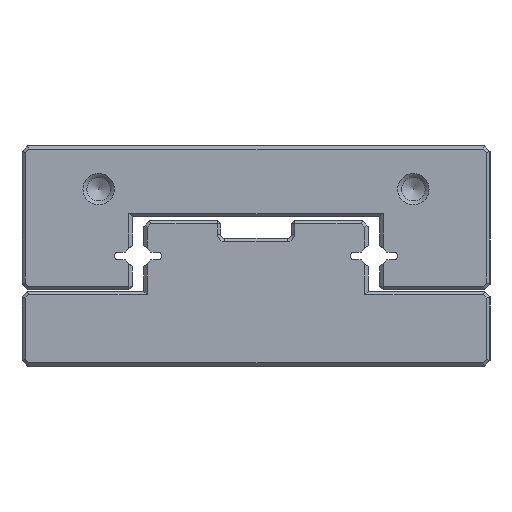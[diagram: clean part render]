
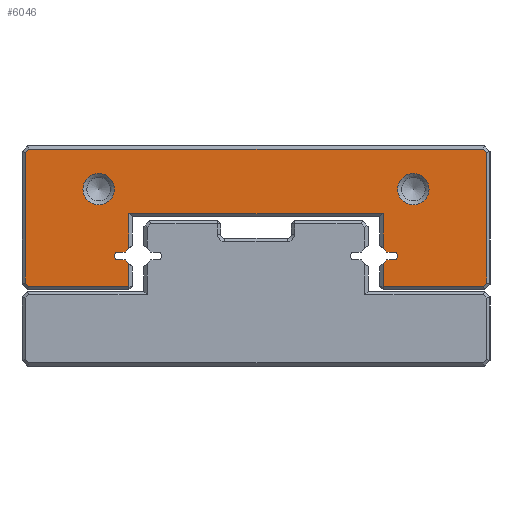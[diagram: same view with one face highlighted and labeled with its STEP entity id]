
A CAD part, left-side view. The second image highlights one B-rep face of the part: STEP entity #6046.
In plain terms, the highlighted planar face has unit normal (-1, 0, 0).
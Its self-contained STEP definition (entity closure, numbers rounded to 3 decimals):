
#5095=FACE_BOUND('',#9306,.T.);
#5096=FACE_BOUND('',#9307,.T.);
#5097=FACE_BOUND('',#9308,.T.);
#5596=CIRCLE('',#25410,0.5);
#5613=CIRCLE('',#25435,0.5);
#5617=CIRCLE('',#25445,2.);
#5618=CIRCLE('',#25446,2.);
#6046=ADVANCED_FACE('',(#5095,#5096,#5097),#7191,.T.);
#7191=PLANE('',#25447);
#9306=EDGE_LOOP('',(#12137,#12138,#12139,#12140,#12141,#12142,#12143,#12144,
#12145,#12146,#12147,#12148,#12149,#12150,#12151,#12152,#12153,#12154,#12155,
#12156,#12157,#12158,#12159,#12160));
#9307=EDGE_LOOP('',(#12161));
#9308=EDGE_LOOP('',(#12162));
#12137=ORIENTED_EDGE('',*,*,#19019,.F.);
#12138=ORIENTED_EDGE('',*,*,#19058,.T.);
#12139=ORIENTED_EDGE('',*,*,#19059,.T.);
#12140=ORIENTED_EDGE('',*,*,#19060,.T.);
#12141=ORIENTED_EDGE('',*,*,#18990,.F.);
#12142=ORIENTED_EDGE('',*,*,#18984,.F.);
#12143=ORIENTED_EDGE('',*,*,#18981,.F.);
#12144=ORIENTED_EDGE('',*,*,#18978,.F.);
#12145=ORIENTED_EDGE('',*,*,#18976,.F.);
#12146=ORIENTED_EDGE('',*,*,#19061,.T.);
#12147=ORIENTED_EDGE('',*,*,#19062,.T.);
#12148=ORIENTED_EDGE('',*,*,#19063,.T.);
#12149=ORIENTED_EDGE('',*,*,#19064,.T.);
#12150=ORIENTED_EDGE('',*,*,#19065,.T.);
#12151=ORIENTED_EDGE('',*,*,#19066,.T.);
#12152=ORIENTED_EDGE('',*,*,#19067,.T.);
#12153=ORIENTED_EDGE('',*,*,#19068,.T.);
#12154=ORIENTED_EDGE('',*,*,#19069,.T.);
#12155=ORIENTED_EDGE('',*,*,#19070,.T.);
#12156=ORIENTED_EDGE('',*,*,#19071,.T.);
#12157=ORIENTED_EDGE('',*,*,#19033,.F.);
#12158=ORIENTED_EDGE('',*,*,#19027,.F.);
#12159=ORIENTED_EDGE('',*,*,#19024,.F.);
#12160=ORIENTED_EDGE('',*,*,#19021,.F.);
#12161=ORIENTED_EDGE('',*,*,#19072,.T.);
#12162=ORIENTED_EDGE('',*,*,#19073,.T.);
#16878=VERTEX_POINT('',#33888);
#16879=VERTEX_POINT('',#33890);
#16880=VERTEX_POINT('',#33894);
#16882=VERTEX_POINT('',#33900);
#16884=VERTEX_POINT('',#33906);
#16889=VERTEX_POINT('',#33918);
#16913=VERTEX_POINT('',#33974);
#16914=VERTEX_POINT('',#33976);
#16915=VERTEX_POINT('',#33980);
#16917=VERTEX_POINT('',#33986);
#16919=VERTEX_POINT('',#33992);
#16924=VERTEX_POINT('',#34004);
#16945=VERTEX_POINT('',#34054);
#16946=VERTEX_POINT('',#34056);
#16947=VERTEX_POINT('',#34059);
#16948=VERTEX_POINT('',#34061);
#16949=VERTEX_POINT('',#34063);
#16950=VERTEX_POINT('',#34065);
#16951=VERTEX_POINT('',#34067);
#16952=VERTEX_POINT('',#34069);
#16953=VERTEX_POINT('',#34071);
#16954=VERTEX_POINT('',#34073);
#16955=VERTEX_POINT('',#34075);
#16956=VERTEX_POINT('',#34077);
#16957=VERTEX_POINT('',#34080);
#16958=VERTEX_POINT('',#34082);
#18976=EDGE_CURVE('',#16878,#16879,#21451,.T.);
#18978=EDGE_CURVE('',#16879,#16880,#21453,.T.);
#18981=EDGE_CURVE('',#16880,#16882,#5596,.T.);
#18984=EDGE_CURVE('',#16882,#16884,#21457,.T.);
#18990=EDGE_CURVE('',#16884,#16889,#21463,.T.);
#19019=EDGE_CURVE('',#16913,#16914,#21477,.T.);
#19021=EDGE_CURVE('',#16914,#16915,#21479,.T.);
#19024=EDGE_CURVE('',#16915,#16917,#5613,.T.);
#19027=EDGE_CURVE('',#16917,#16919,#21483,.T.);
#19033=EDGE_CURVE('',#16919,#16924,#21489,.T.);
#19058=EDGE_CURVE('',#16913,#16945,#21512,.T.);
#19059=EDGE_CURVE('',#16945,#16946,#21513,.T.);
#19060=EDGE_CURVE('',#16946,#16889,#21514,.T.);
#19061=EDGE_CURVE('',#16878,#16947,#21515,.T.);
#19062=EDGE_CURVE('',#16947,#16948,#21516,.T.);
#19063=EDGE_CURVE('',#16948,#16949,#21517,.T.);
#19064=EDGE_CURVE('',#16949,#16950,#21518,.T.);
#19065=EDGE_CURVE('',#16950,#16951,#21519,.T.);
#19066=EDGE_CURVE('',#16951,#16952,#21520,.T.);
#19067=EDGE_CURVE('',#16952,#16953,#21521,.T.);
#19068=EDGE_CURVE('',#16953,#16954,#21522,.T.);
#19069=EDGE_CURVE('',#16954,#16955,#21523,.T.);
#19070=EDGE_CURVE('',#16955,#16956,#21524,.T.);
#19071=EDGE_CURVE('',#16956,#16924,#21525,.T.);
#19072=EDGE_CURVE('',#16957,#16957,#5617,.T.);
#19073=EDGE_CURVE('',#16958,#16958,#5618,.T.);
#21451=LINE('',#33889,#23581);
#21453=LINE('',#33893,#23583);
#21457=LINE('',#33905,#23587);
#21463=LINE('',#33917,#23593);
#21477=LINE('',#33975,#23607);
#21479=LINE('',#33979,#23609);
#21483=LINE('',#33991,#23613);
#21489=LINE('',#34003,#23619);
#21512=LINE('',#34053,#23642);
#21513=LINE('',#34055,#23643);
#21514=LINE('',#34057,#23644);
#21515=LINE('',#34058,#23645);
#21516=LINE('',#34060,#23646);
#21517=LINE('',#34062,#23647);
#21518=LINE('',#34064,#23648);
#21519=LINE('',#34066,#23649);
#21520=LINE('',#34068,#23650);
#21521=LINE('',#34070,#23651);
#21522=LINE('',#34072,#23652);
#21523=LINE('',#34074,#23653);
#21524=LINE('',#34076,#23654);
#21525=LINE('',#34078,#23655);
#23581=VECTOR('',#27982,1.);
#23583=VECTOR('',#27986,1.);
#23587=VECTOR('',#27998,1.);
#23593=VECTOR('',#28006,1.);
#23607=VECTOR('',#28058,1.);
#23609=VECTOR('',#28062,1.);
#23613=VECTOR('',#28074,1.);
#23619=VECTOR('',#28082,1.);
#23642=VECTOR('',#28117,1.);
#23643=VECTOR('',#28118,1.);
#23644=VECTOR('',#28119,1.);
#23645=VECTOR('',#28120,1.);
#23646=VECTOR('',#28121,1.);
#23647=VECTOR('',#28122,1.);
#23648=VECTOR('',#28123,1.);
#23649=VECTOR('',#28124,1.);
#23650=VECTOR('',#28125,1.);
#23651=VECTOR('',#28126,1.);
#23652=VECTOR('',#28127,1.);
#23653=VECTOR('',#28128,1.);
#23654=VECTOR('',#28129,1.);
#23655=VECTOR('',#28130,1.);
#25410=AXIS2_PLACEMENT_3D('',#33899,#27991,#27992);
#25435=AXIS2_PLACEMENT_3D('',#33985,#28067,#28068);
#25445=AXIS2_PLACEMENT_3D('',#34079,#28131,#28132);
#25446=AXIS2_PLACEMENT_3D('',#34081,#28133,#28134);
#25447=AXIS2_PLACEMENT_3D('',#34083,#28135,#28136);
#27982=DIRECTION('',(0.,-0.707,0.707));
#27986=DIRECTION('',(0.,-1.,0.));
#27991=DIRECTION('',(-1.,0.,0.));
#27992=DIRECTION('',(0.,0.,-1.));
#27998=DIRECTION('',(0.,1.,0.));
#28006=DIRECTION('',(0.,0.707,0.707));
#28058=DIRECTION('',(0.,0.707,-0.707));
#28062=DIRECTION('',(0.,1.,0.));
#28067=DIRECTION('',(-1.,0.,0.));
#28068=DIRECTION('',(0.,0.,1.));
#28074=DIRECTION('',(0.,-1.,0.));
#28082=DIRECTION('',(0.,-0.707,-0.707));
#28117=DIRECTION('',(0.,0.,1.));
#28118=DIRECTION('',(0.,-1.,0.));
#28119=DIRECTION('',(0.,0.,-1.));
#28120=DIRECTION('',(0.,0.,-1.));
#28121=DIRECTION('',(0.,-1.,0.));
#28122=DIRECTION('',(0.,-0.707,0.707));
#28123=DIRECTION('',(0.,0.,1.));
#28124=DIRECTION('',(0.,0.707,0.707));
#28125=DIRECTION('',(0.,1.,0.));
#28126=DIRECTION('',(0.,0.707,-0.707));
#28127=DIRECTION('',(0.,0.,-1.));
#28128=DIRECTION('',(0.,-0.707,-0.707));
#28129=DIRECTION('',(0.,-1.,0.));
#28130=DIRECTION('',(0.,0.,1.));
#28131=DIRECTION('',(1.,0.,0.));
#28132=DIRECTION('',(0.,0.,-1.));
#28133=DIRECTION('',(1.,0.,0.));
#28134=DIRECTION('',(0.,0.,-1.));
#28135=DIRECTION('',(-1.,0.,0.));
#28136=DIRECTION('',(0.,0.,-1.));
#33888=CARTESIAN_POINT('',(80.,13.6,13.029));
#33889=CARTESIAN_POINT('',(80.,14.,12.629));
#33890=CARTESIAN_POINT('',(80.,13.129,13.5));
#33893=CARTESIAN_POINT('',(80.,13.129,13.5));
#33894=CARTESIAN_POINT('',(80.,12.25,13.5));
#33899=CARTESIAN_POINT('',(80.,12.25,14.));
#33900=CARTESIAN_POINT('',(80.,12.25,14.5));
#33905=CARTESIAN_POINT('',(80.,12.25,14.5));
#33906=CARTESIAN_POINT('',(80.,13.129,14.5));
#33917=CARTESIAN_POINT('',(80.,13.129,14.5));
#33918=CARTESIAN_POINT('',(80.,13.6,14.971));
#33974=CARTESIAN_POINT('',(80.,45.9,14.971));
#33975=CARTESIAN_POINT('',(80.,45.5,15.371));
#33976=CARTESIAN_POINT('',(80.,46.371,14.5));
#33979=CARTESIAN_POINT('',(80.,46.371,14.5));
#33980=CARTESIAN_POINT('',(80.,47.25,14.5));
#33985=CARTESIAN_POINT('',(80.,47.25,14.));
#33986=CARTESIAN_POINT('',(80.,47.25,13.5));
#33991=CARTESIAN_POINT('',(80.,47.25,13.5));
#33992=CARTESIAN_POINT('',(80.,46.371,13.5));
#34003=CARTESIAN_POINT('',(80.,46.371,13.5));
#34004=CARTESIAN_POINT('',(80.,45.9,13.029));
#34053=CARTESIAN_POINT('',(80.,45.9,19.));
#34054=CARTESIAN_POINT('',(80.,45.9,19.4));
#34055=CARTESIAN_POINT('',(80.,14.,19.4));
#34056=CARTESIAN_POINT('',(80.,13.6,19.4));
#34057=CARTESIAN_POINT('',(80.,13.6,15.371));
#34058=CARTESIAN_POINT('',(80.,13.6,9.7));
#34059=CARTESIAN_POINT('',(80.,13.6,10.1));
#34060=CARTESIAN_POINT('',(80.,0.7,10.1));
#34061=CARTESIAN_POINT('',(80.,0.866,10.1));
#34062=CARTESIAN_POINT('',(80.,4.608,6.358));
#34063=CARTESIAN_POINT('',(80.,0.4,10.566));
#34064=CARTESIAN_POINT('',(80.,0.4,27.3));
#34065=CARTESIAN_POINT('',(80.,0.4,27.134));
#34066=CARTESIAN_POINT('',(80.,-0.242,26.492));
#34067=CARTESIAN_POINT('',(80.,0.866,27.6));
#34068=CARTESIAN_POINT('',(80.,58.8,27.6));
#34069=CARTESIAN_POINT('',(80.,58.634,27.6));
#34070=CARTESIAN_POINT('',(80.,42.242,43.992));
#34071=CARTESIAN_POINT('',(80.,59.1,27.134));
#34072=CARTESIAN_POINT('',(80.,59.1,10.4));
#34073=CARTESIAN_POINT('',(80.,59.1,10.566));
#34074=CARTESIAN_POINT('',(80.,37.392,-11.142));
#34075=CARTESIAN_POINT('',(80.,58.634,10.1));
#34076=CARTESIAN_POINT('',(80.,45.5,10.1));
#34077=CARTESIAN_POINT('',(80.,45.9,10.1));
#34078=CARTESIAN_POINT('',(80.,45.9,12.629));
#34079=CARTESIAN_POINT('',(80.,9.75,22.5));
#34080=CARTESIAN_POINT('',(80.,9.75,20.5));
#34081=CARTESIAN_POINT('',(80.,49.75,22.5));
#34082=CARTESIAN_POINT('',(80.,49.75,20.5));
#34083=CARTESIAN_POINT('',(80.,12.25,14.));
